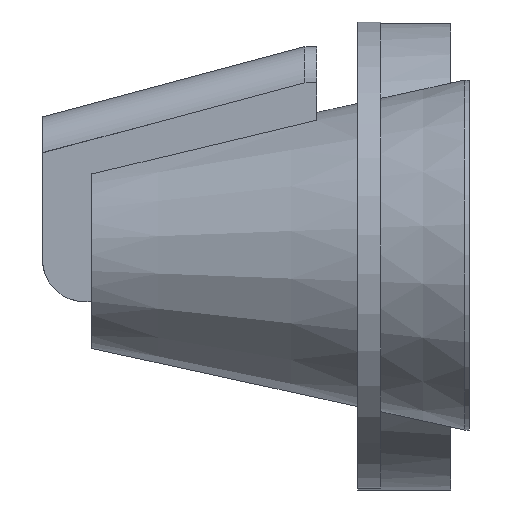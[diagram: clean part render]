
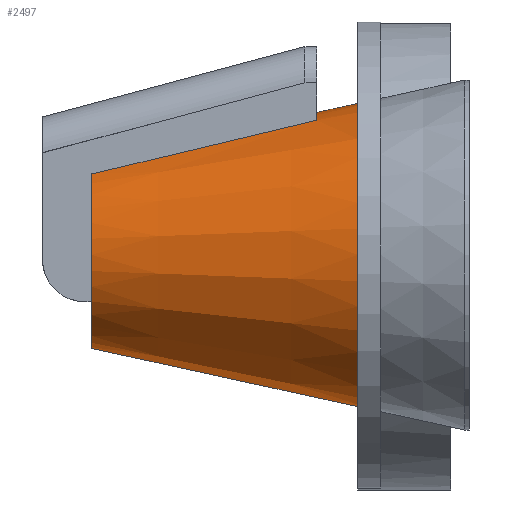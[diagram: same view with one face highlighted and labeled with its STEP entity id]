
A CAD part, top view. The second image highlights one B-rep face of the part: STEP entity #2497.
In plain terms, the highlighted conical face has half-angle 12.339 degrees and reference radius 5.75 mm.
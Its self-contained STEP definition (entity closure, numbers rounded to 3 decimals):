
#110=(
BOUNDED_CURVE()
B_SPLINE_CURVE(2,(#4334,#4335,#4336),.UNSPECIFIED.,.F.,.F.)
B_SPLINE_CURVE_WITH_KNOTS((3,3),(0.668,1.367),
 .UNSPECIFIED.)
CURVE()
GEOMETRIC_REPRESENTATION_ITEM()
RATIONAL_B_SPLINE_CURVE((1.654,1.968,2.224))
REPRESENTATION_ITEM('')
);
#111=(
BOUNDED_CURVE()
B_SPLINE_CURVE(2,(#4339,#4340,#4341),.UNSPECIFIED.,.F.,.F.)
B_SPLINE_CURVE_WITH_KNOTS((3,3),(1.367,1.383),
 .UNSPECIFIED.)
CURVE()
GEOMETRIC_REPRESENTATION_ITEM()
RATIONAL_B_SPLINE_CURVE((2.224,2.23,2.236))
REPRESENTATION_ITEM('')
);
#112=(
BOUNDED_CURVE()
B_SPLINE_CURVE(2,(#4348,#4349,#4350),.UNSPECIFIED.,.F.,.F.)
B_SPLINE_CURVE_WITH_KNOTS((3,3),(1.675,1.696),
 .UNSPECIFIED.)
CURVE()
GEOMETRIC_REPRESENTATION_ITEM()
RATIONAL_B_SPLINE_CURVE((1.013,1.012,1.012))
REPRESENTATION_ITEM('')
);
#113=(
BOUNDED_CURVE()
B_SPLINE_CURVE(2,(#4358,#4359,#4360),.UNSPECIFIED.,.F.,.F.)
B_SPLINE_CURVE_WITH_KNOTS((3,3),(0.579,1.675),
 .UNSPECIFIED.)
CURVE()
GEOMETRIC_REPRESENTATION_ITEM()
RATIONAL_B_SPLINE_CURVE((1.033,1.05,1.013))
REPRESENTATION_ITEM('')
);
#117=CONICAL_SURFACE('',#2709,5.75,0.215);
#367=FACE_OUTER_BOUND('',#514,.T.);
#514=EDGE_LOOP('',(#2327,#2328,#2329,#2330,#2331,#2332,#2333,#2334,#2335,
#2336,#2337,#2338));
#734=LINE('',#4377,#951);
#951=VECTOR('',#3319,5.75);
#970=CIRCLE('',#2542,6.495);
#1003=CIRCLE('',#2697,4.);
#1004=CIRCLE('',#2700,6.111);
#1005=CIRCLE('',#2702,6.111);
#1006=CIRCLE('',#2703,6.111);
#1007=CIRCLE('',#2705,6.111);
#1031=VERTEX_POINT('',#3389);
#1227=VERTEX_POINT('',#4188);
#1232=VERTEX_POINT('',#4202);
#1237=VERTEX_POINT('',#4243);
#1243=VERTEX_POINT('',#4320);
#1245=VERTEX_POINT('',#4332);
#1246=VERTEX_POINT('',#4338);
#1247=VERTEX_POINT('',#4344);
#1248=VERTEX_POINT('',#4357);
#1249=VERTEX_POINT('',#4365);
#1281=EDGE_CURVE('',#1031,#1031,#970,.T.);
#1602=EDGE_CURVE('',#1227,#1245,#110,.F.);
#1603=EDGE_CURVE('',#1246,#1227,#111,.F.);
#1605=EDGE_CURVE('',#1247,#1246,#1003,.T.);
#1607=EDGE_CURVE('',#1232,#1247,#112,.T.);
#1608=EDGE_CURVE('',#1248,#1232,#113,.T.);
#1610=EDGE_CURVE('',#1237,#1248,#1004,.F.);
#1611=EDGE_CURVE('',#1237,#1249,#1005,.T.);
#1612=EDGE_CURVE('',#1249,#1243,#1006,.T.);
#1613=EDGE_CURVE('',#1245,#1243,#1007,.F.);
#1617=EDGE_CURVE('',#1031,#1249,#734,.T.);
#2327=ORIENTED_EDGE('',*,*,#1281,.T.);
#2328=ORIENTED_EDGE('',*,*,#1617,.T.);
#2329=ORIENTED_EDGE('',*,*,#1611,.F.);
#2330=ORIENTED_EDGE('',*,*,#1610,.T.);
#2331=ORIENTED_EDGE('',*,*,#1608,.T.);
#2332=ORIENTED_EDGE('',*,*,#1607,.T.);
#2333=ORIENTED_EDGE('',*,*,#1605,.T.);
#2334=ORIENTED_EDGE('',*,*,#1603,.T.);
#2335=ORIENTED_EDGE('',*,*,#1602,.T.);
#2336=ORIENTED_EDGE('',*,*,#1613,.T.);
#2337=ORIENTED_EDGE('',*,*,#1612,.F.);
#2338=ORIENTED_EDGE('',*,*,#1617,.F.);
#2497=ADVANCED_FACE('',(#367),#117,.T.);
#2542=AXIS2_PLACEMENT_3D('',#3390,#2780,#2781);
#2697=AXIS2_PLACEMENT_3D('',#4345,#3290,#3291);
#2700=AXIS2_PLACEMENT_3D('',#4363,#3298,#3299);
#2702=AXIS2_PLACEMENT_3D('',#4366,#3302,#3303);
#2703=AXIS2_PLACEMENT_3D('',#4367,#3304,#3305);
#2705=AXIS2_PLACEMENT_3D('',#4369,#3308,#3309);
#2709=AXIS2_PLACEMENT_3D('',#4376,#3317,#3318);
#2780=DIRECTION('center_axis',(-1.,0.,0.));
#2781=DIRECTION('ref_axis',(0.,-1.,0.));
#3290=DIRECTION('center_axis',(1.,0.,0.));
#3291=DIRECTION('ref_axis',(0.,-1.,0.));
#3298=DIRECTION('center_axis',(-1.,0.,0.));
#3299=DIRECTION('ref_axis',(0.,-1.,0.));
#3302=DIRECTION('center_axis',(-1.,0.,0.));
#3303=DIRECTION('ref_axis',(0.,-1.,0.));
#3304=DIRECTION('center_axis',(-1.,0.,0.));
#3305=DIRECTION('ref_axis',(0.,-1.,0.));
#3308=DIRECTION('center_axis',(-1.,0.,0.));
#3309=DIRECTION('ref_axis',(0.,-1.,0.));
#3317=DIRECTION('center_axis',(1.,0.,0.));
#3318=DIRECTION('ref_axis',(0.,-1.,0.));
#3319=DIRECTION('',(-0.977,-0.214,0.));
#3389=CARTESIAN_POINT('',(84.506,-95.005,414.363));
#3390=CARTESIAN_POINT('Origin',(84.506,-101.5,414.363));
#4188=CARTESIAN_POINT('',(73.242,-98.,412.363));
#4202=CARTESIAN_POINT('',(73.242,-98.,416.363));
#4243=CARTESIAN_POINT('',(82.75,-95.645,416.113));
#4320=CARTESIAN_POINT('',(82.75,-95.645,412.613));
#4332=CARTESIAN_POINT('',(82.75,-95.726,412.363));
#4334=CARTESIAN_POINT('Ctrl Pts',(82.75,-95.726,412.363));
#4335=CARTESIAN_POINT('Ctrl Pts',(76.83,-97.096,412.363));
#4336=CARTESIAN_POINT('Ctrl Pts',(73.242,-98.,412.363));
#4338=CARTESIAN_POINT('',(73.1,-98.036,412.363));
#4339=CARTESIAN_POINT('Ctrl Pts',(73.242,-98.,412.363));
#4340=CARTESIAN_POINT('Ctrl Pts',(73.171,-98.018,412.363));
#4341=CARTESIAN_POINT('Ctrl Pts',(73.1,-98.036,412.363));
#4344=CARTESIAN_POINT('',(73.1,-98.036,416.363));
#4345=CARTESIAN_POINT('Origin',(73.1,-101.5,414.363));
#4348=CARTESIAN_POINT('Ctrl Pts',(73.242,-98.,416.363));
#4349=CARTESIAN_POINT('Ctrl Pts',(73.171,-98.018,416.363));
#4350=CARTESIAN_POINT('Ctrl Pts',(73.1,-98.036,416.363));
#4357=CARTESIAN_POINT('',(82.75,-95.726,416.363));
#4358=CARTESIAN_POINT('Ctrl Pts',(82.75,-95.726,416.363));
#4359=CARTESIAN_POINT('Ctrl Pts',(76.83,-97.096,416.363));
#4360=CARTESIAN_POINT('Ctrl Pts',(73.242,-98.,416.363));
#4363=CARTESIAN_POINT('Origin',(82.75,-101.5,414.363));
#4365=CARTESIAN_POINT('',(82.75,-95.389,414.363));
#4366=CARTESIAN_POINT('Origin',(82.75,-101.5,414.363));
#4367=CARTESIAN_POINT('Origin',(82.75,-101.5,414.363));
#4369=CARTESIAN_POINT('Origin',(82.75,-101.5,414.363));
#4376=CARTESIAN_POINT('Origin',(81.1,-101.5,414.363));
#4377=CARTESIAN_POINT('',(81.1,-95.75,414.363));
